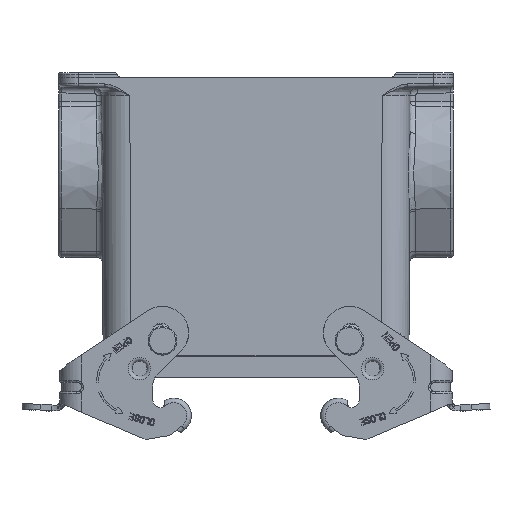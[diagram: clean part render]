
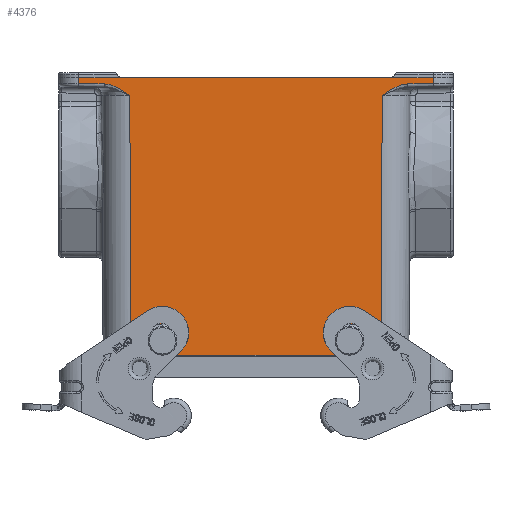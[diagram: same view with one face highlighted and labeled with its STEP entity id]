
A CAD part, front view. The second image highlights one B-rep face of the part: STEP entity #4376.
In plain terms, the highlighted planar face has unit normal (0, -1, -0.004).
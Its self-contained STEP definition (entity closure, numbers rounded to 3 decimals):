
#1687=FACE_BOUND('',#8093,.T.);
#1688=FACE_BOUND('',#8094,.T.);
#1689=FACE_BOUND('',#8095,.T.);
#3661=B_SPLINE_CURVE_WITH_KNOTS('',3,(#38345,#38346,#38347,#38348,#38349,
#38350),.UNSPECIFIED.,.F.,.F.,(4,2,4),(0.,0.5,1.),.UNSPECIFIED.);
#3662=B_SPLINE_CURVE_WITH_KNOTS('',3,(#38358,#38359,#38360,#38361,#38362,
#38363),.UNSPECIFIED.,.F.,.F.,(4,2,4),(0.,0.5,1.),.UNSPECIFIED.);
#4376=ADVANCED_FACE('',(#1687,#1688,#1689),#6013,.T.);
#6013=PLANE('',#28268);
#8093=EDGE_LOOP('',(#13902,#13903));
#8094=EDGE_LOOP('',(#13904,#13905));
#8095=EDGE_LOOP('',(#13906,#13907,#13908,#13909,#13910,#13911,#13912,#13913,
#13914,#13915,#13916,#13917));
#10010=LINE('',#38323,#11917);
#10011=LINE('',#38335,#11918);
#10012=LINE('',#38337,#11919);
#10013=LINE('',#38339,#11920);
#10014=LINE('',#38341,#11921);
#10015=LINE('',#38343,#11922);
#10016=LINE('',#38352,#11923);
#10017=LINE('',#38354,#11924);
#10018=LINE('',#38356,#11925);
#10019=LINE('',#38365,#11926);
#11917=VECTOR('',#30964,1.);
#11918=VECTOR('',#30977,1.);
#11919=VECTOR('',#30978,1.);
#11920=VECTOR('',#30979,1.);
#11921=VECTOR('',#30980,1.);
#11922=VECTOR('',#30981,1.);
#11923=VECTOR('',#30982,1.);
#11924=VECTOR('',#30983,1.);
#11925=VECTOR('',#30984,1.);
#11926=VECTOR('',#30985,1.);
#13902=ORIENTED_EDGE('',*,*,#24106,.F.);
#13903=ORIENTED_EDGE('',*,*,#24107,.T.);
#13904=ORIENTED_EDGE('',*,*,#24108,.F.);
#13905=ORIENTED_EDGE('',*,*,#24109,.T.);
#13906=ORIENTED_EDGE('',*,*,#24104,.T.);
#13907=ORIENTED_EDGE('',*,*,#24110,.T.);
#13908=ORIENTED_EDGE('',*,*,#24111,.F.);
#13909=ORIENTED_EDGE('',*,*,#24112,.T.);
#13910=ORIENTED_EDGE('',*,*,#24113,.T.);
#13911=ORIENTED_EDGE('',*,*,#24114,.T.);
#13912=ORIENTED_EDGE('',*,*,#24115,.T.);
#13913=ORIENTED_EDGE('',*,*,#24116,.T.);
#13914=ORIENTED_EDGE('',*,*,#24117,.T.);
#13915=ORIENTED_EDGE('',*,*,#24118,.T.);
#13916=ORIENTED_EDGE('',*,*,#24119,.T.);
#13917=ORIENTED_EDGE('',*,*,#24120,.T.);
#21627=VERTEX_POINT('',#38322);
#21628=VERTEX_POINT('',#38324);
#21629=VERTEX_POINT('',#38328);
#21630=VERTEX_POINT('',#38329);
#21631=VERTEX_POINT('',#38332);
#21632=VERTEX_POINT('',#38333);
#21633=VERTEX_POINT('',#38336);
#21634=VERTEX_POINT('',#38338);
#21635=VERTEX_POINT('',#38340);
#21636=VERTEX_POINT('',#38342);
#21637=VERTEX_POINT('',#38344);
#21638=VERTEX_POINT('',#38351);
#21639=VERTEX_POINT('',#38353);
#21640=VERTEX_POINT('',#38355);
#21641=VERTEX_POINT('',#38357);
#21642=VERTEX_POINT('',#38364);
#24104=EDGE_CURVE('',#21628,#21627,#10010,.T.);
#24106=EDGE_CURVE('',#21629,#21630,#27950,.T.);
#24107=EDGE_CURVE('',#21629,#21630,#27951,.T.);
#24108=EDGE_CURVE('',#21631,#21632,#27952,.T.);
#24109=EDGE_CURVE('',#21631,#21632,#27953,.T.);
#24110=EDGE_CURVE('',#21627,#21633,#10011,.T.);
#24111=EDGE_CURVE('',#21634,#21633,#10012,.T.);
#24112=EDGE_CURVE('',#21634,#21635,#10013,.T.);
#24113=EDGE_CURVE('',#21635,#21636,#10014,.T.);
#24114=EDGE_CURVE('',#21636,#21637,#10015,.T.);
#24115=EDGE_CURVE('',#21637,#21638,#3661,.T.);
#24116=EDGE_CURVE('',#21638,#21639,#10016,.T.);
#24117=EDGE_CURVE('',#21639,#21640,#10017,.T.);
#24118=EDGE_CURVE('',#21640,#21641,#10018,.T.);
#24119=EDGE_CURVE('',#21641,#21642,#3662,.T.);
#24120=EDGE_CURVE('',#21642,#21628,#10019,.T.);
#27950=ELLIPSE('',#28264,1.5,1.5);
#27951=ELLIPSE('',#28265,1.5,1.5);
#27952=ELLIPSE('',#28266,1.5,1.5);
#27953=ELLIPSE('',#28267,1.5,1.5);
#28264=AXIS2_PLACEMENT_3D('',#38327,#30969,#30970);
#28265=AXIS2_PLACEMENT_3D('',#38330,#30971,#30972);
#28266=AXIS2_PLACEMENT_3D('',#38331,#30973,#30974);
#28267=AXIS2_PLACEMENT_3D('',#38334,#30975,#30976);
#28268=AXIS2_PLACEMENT_3D('',#38366,#30986,#30987);
#30964=DIRECTION('',(0.,-0.003,1.));
#30969=DIRECTION('',(0.,-1.,-0.003));
#30970=DIRECTION('',(0.,-0.003,1.));
#30971=DIRECTION('',(0.,1.,0.003));
#30972=DIRECTION('',(0.,0.003,-1.));
#30973=DIRECTION('',(0.,-1.,-0.003));
#30974=DIRECTION('',(0.,-0.003,1.));
#30975=DIRECTION('',(0.,1.,0.003));
#30976=DIRECTION('',(0.,0.003,-1.));
#30977=DIRECTION('',(-1.,0.,0.));
#30978=DIRECTION('',(1.,0.,0.));
#30979=DIRECTION('',(-1.,0.,0.));
#30980=DIRECTION('',(0.,0.003,-1.));
#30981=DIRECTION('',(1.,0.,-0.009));
#30982=DIRECTION('',(0.003,0.003,-1.));
#30983=DIRECTION('',(1.,0.,0.));
#30984=DIRECTION('',(0.003,-0.003,1.));
#30985=DIRECTION('',(1.,0.,0.009));
#30986=DIRECTION('',(0.,-1.,-0.003));
#30987=DIRECTION('',(0.,-0.003,1.));
#38322=CARTESIAN_POINT('',(47.399,-28.16,70.496));
#38323=CARTESIAN_POINT('',(47.399,-27.899,-4.202));
#38324=CARTESIAN_POINT('',(47.399,-28.154,68.845));
#38327=CARTESIAN_POINT('',(-25.,-27.914,0.1));
#38328=CARTESIAN_POINT('',(-26.497,-27.915,0.199));
#38329=CARTESIAN_POINT('',(-23.503,-27.915,0.199));
#38330=CARTESIAN_POINT('',(-25.,-27.915,0.298));
#38331=CARTESIAN_POINT('',(25.,-27.914,0.1));
#38332=CARTESIAN_POINT('',(23.503,-27.915,0.199));
#38333=CARTESIAN_POINT('',(26.497,-27.915,0.199));
#38334=CARTESIAN_POINT('',(25.,-27.915,0.298));
#38335=CARTESIAN_POINT('',(47.399,-28.16,70.496));
#38336=CARTESIAN_POINT('',(35.999,-28.16,70.496));
#38337=CARTESIAN_POINT('',(-5.988,-28.16,70.496));
#38338=CARTESIAN_POINT('',(-35.999,-28.16,70.496));
#38339=CARTESIAN_POINT('',(-35.999,-28.16,70.496));
#38340=CARTESIAN_POINT('',(-47.399,-28.16,70.496));
#38341=CARTESIAN_POINT('',(-47.399,-27.899,-4.202));
#38342=CARTESIAN_POINT('',(-47.399,-28.154,68.845));
#38343=CARTESIAN_POINT('',(-52.89,-28.155,68.893));
#38344=CARTESIAN_POINT('',(-40.636,-28.154,68.786));
#38345=CARTESIAN_POINT('',(-40.636,-28.154,68.786));
#38346=CARTESIAN_POINT('',(-39.339,-28.154,68.774));
#38347=CARTESIAN_POINT('',(-38.1,-28.153,68.336));
#38348=CARTESIAN_POINT('',(-35.837,-28.149,67.186));
#38349=CARTESIAN_POINT('',(-34.794,-28.146,66.463));
#38350=CARTESIAN_POINT('',(-33.743,-28.144,65.736));
#38351=CARTESIAN_POINT('',(-33.743,-28.144,65.736));
#38352=CARTESIAN_POINT('',(-33.499,-27.899,-4.371));
#38353=CARTESIAN_POINT('',(-33.501,-27.901,-3.704));
#38354=CARTESIAN_POINT('',(33.499,-27.901,-3.704));
#38355=CARTESIAN_POINT('',(33.501,-27.901,-3.704));
#38356=CARTESIAN_POINT('',(33.498,-27.899,-4.462));
#38357=CARTESIAN_POINT('',(33.743,-28.144,65.736));
#38358=CARTESIAN_POINT('',(33.743,-28.144,65.736));
#38359=CARTESIAN_POINT('',(34.794,-28.146,66.463));
#38360=CARTESIAN_POINT('',(35.837,-28.149,67.186));
#38361=CARTESIAN_POINT('',(38.1,-28.153,68.336));
#38362=CARTESIAN_POINT('',(39.339,-28.154,68.774));
#38363=CARTESIAN_POINT('',(40.636,-28.154,68.786));
#38364=CARTESIAN_POINT('',(40.636,-28.154,68.786));
#38365=CARTESIAN_POINT('',(-41.63,-28.152,68.068));
#38366=CARTESIAN_POINT('',(-40.999,-27.899,-4.202));
